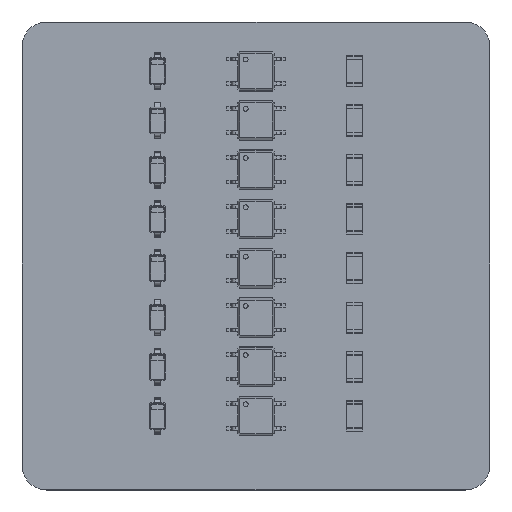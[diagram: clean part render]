
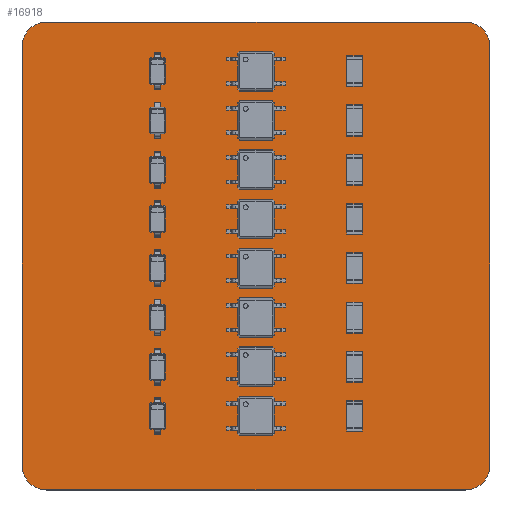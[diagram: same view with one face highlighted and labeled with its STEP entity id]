
A CAD part, top view. The second image highlights one B-rep face of the part: STEP entity #16918.
In plain terms, the highlighted planar face has unit normal (0, 0, 1).
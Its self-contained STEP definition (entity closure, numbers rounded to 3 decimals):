
#16653 = VERTEX_POINT('',#16654);
#16654 = CARTESIAN_POINT('',(172.72,-76.2,1.6));
#16660 = EDGE_CURVE('',#16653,#16661,#16663,.T.);
#16661 = VERTEX_POINT('',#16662);
#16662 = CARTESIAN_POINT('',(175.26,-78.74,1.6));
#16663 = CIRCLE('',#16664,2.54);
#16664 = AXIS2_PLACEMENT_3D('',#16665,#16666,#16667);
#16665 = CARTESIAN_POINT('',(172.72,-78.74,1.6));
#16666 = DIRECTION('',(0.,0.,-1.));
#16667 = DIRECTION('',(0.,1.,0.));
#16693 = EDGE_CURVE('',#16661,#16694,#16696,.T.);
#16694 = VERTEX_POINT('',#16695);
#16695 = CARTESIAN_POINT('',(175.26,-121.92,1.6));
#16696 = LINE('',#16697,#16698);
#16697 = CARTESIAN_POINT('',(175.26,-78.74,1.6));
#16698 = VECTOR('',#16699,1.);
#16699 = DIRECTION('',(0.,-1.,0.));
#16724 = EDGE_CURVE('',#16694,#16725,#16727,.T.);
#16725 = VERTEX_POINT('',#16726);
#16726 = CARTESIAN_POINT('',(172.72,-124.46,1.6));
#16727 = CIRCLE('',#16728,2.54);
#16728 = AXIS2_PLACEMENT_3D('',#16729,#16730,#16731);
#16729 = CARTESIAN_POINT('',(172.72,-121.92,1.6));
#16730 = DIRECTION('',(0.,0.,-1.));
#16731 = DIRECTION('',(1.,0.,0.));
#16757 = EDGE_CURVE('',#16725,#16758,#16760,.T.);
#16758 = VERTEX_POINT('',#16759);
#16759 = CARTESIAN_POINT('',(129.54,-124.46,1.6));
#16760 = LINE('',#16761,#16762);
#16761 = CARTESIAN_POINT('',(172.72,-124.46,1.6));
#16762 = VECTOR('',#16763,1.);
#16763 = DIRECTION('',(-1.,0.,0.));
#16788 = EDGE_CURVE('',#16758,#16789,#16791,.T.);
#16789 = VERTEX_POINT('',#16790);
#16790 = CARTESIAN_POINT('',(127.,-121.92,1.6));
#16791 = CIRCLE('',#16792,2.54);
#16792 = AXIS2_PLACEMENT_3D('',#16793,#16794,#16795);
#16793 = CARTESIAN_POINT('',(129.54,-121.92,1.6));
#16794 = DIRECTION('',(0.,0.,-1.));
#16795 = DIRECTION('',(0.,-1.,-0.));
#16821 = EDGE_CURVE('',#16789,#16822,#16824,.T.);
#16822 = VERTEX_POINT('',#16823);
#16823 = CARTESIAN_POINT('',(127.,-78.74,1.6));
#16824 = LINE('',#16825,#16826);
#16825 = CARTESIAN_POINT('',(127.,-121.92,1.6));
#16826 = VECTOR('',#16827,1.);
#16827 = DIRECTION('',(0.,1.,0.));
#16852 = EDGE_CURVE('',#16822,#16853,#16855,.T.);
#16853 = VERTEX_POINT('',#16854);
#16854 = CARTESIAN_POINT('',(129.54,-76.2,1.6));
#16855 = CIRCLE('',#16856,2.54);
#16856 = AXIS2_PLACEMENT_3D('',#16857,#16858,#16859);
#16857 = CARTESIAN_POINT('',(129.54,-78.74,1.6));
#16858 = DIRECTION('',(0.,0.,-1.));
#16859 = DIRECTION('',(-1.,0.,0.));
#16885 = EDGE_CURVE('',#16853,#16653,#16886,.T.);
#16886 = LINE('',#16887,#16888);
#16887 = CARTESIAN_POINT('',(129.54,-76.2,1.6));
#16888 = VECTOR('',#16889,1.);
#16889 = DIRECTION('',(1.,0.,0.));
#16918 = ADVANCED_FACE('',(#16919),#16929,.F.);
#16919 = FACE_BOUND('',#16920,.F.);
#16920 = EDGE_LOOP('',(#16921,#16922,#16923,#16924,#16925,#16926,#16927,
    #16928));
#16921 = ORIENTED_EDGE('',*,*,#16660,.T.);
#16922 = ORIENTED_EDGE('',*,*,#16693,.T.);
#16923 = ORIENTED_EDGE('',*,*,#16724,.T.);
#16924 = ORIENTED_EDGE('',*,*,#16757,.T.);
#16925 = ORIENTED_EDGE('',*,*,#16788,.T.);
#16926 = ORIENTED_EDGE('',*,*,#16821,.T.);
#16927 = ORIENTED_EDGE('',*,*,#16852,.T.);
#16928 = ORIENTED_EDGE('',*,*,#16885,.T.);
#16929 = PLANE('',#16930);
#16930 = AXIS2_PLACEMENT_3D('',#16931,#16932,#16933);
#16931 = CARTESIAN_POINT('',(151.13,-100.33,1.6));
#16932 = DIRECTION('',(-0.,-0.,-1.));
#16933 = DIRECTION('',(-1.,0.,0.));
